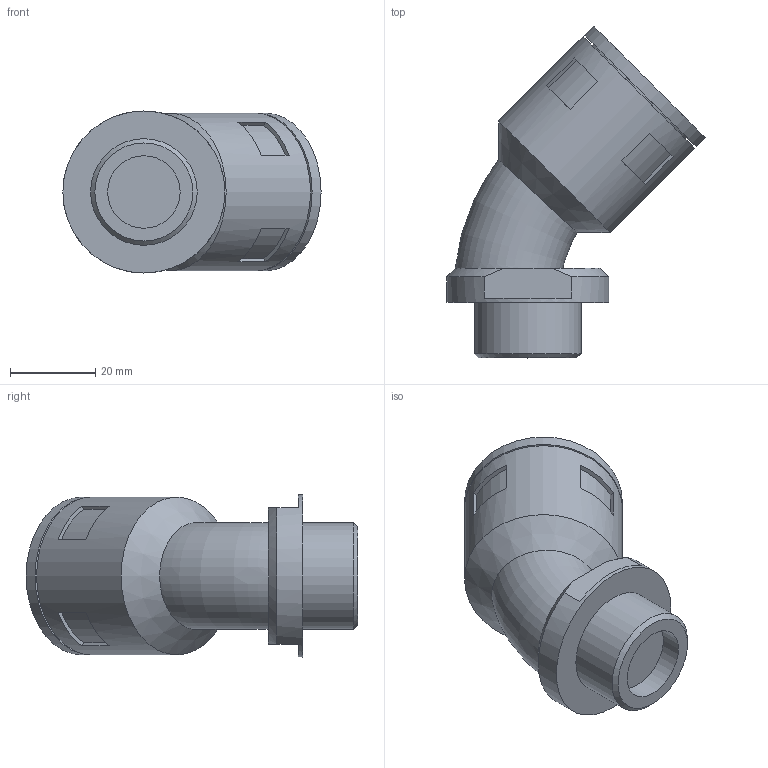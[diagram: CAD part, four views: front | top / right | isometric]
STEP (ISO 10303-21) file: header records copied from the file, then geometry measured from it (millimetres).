
FILE_DESCRIPTION( ( 'STEP AP203' ), '1' );
FILE_NAME( 'FLEXA RQB1 45-M 5101.028.225.stp', '2020-03-25T21:41:30', ( 'License CC BY-ND 4.0' ), ( 'CADENAS' ), ' ', 'PARTsolutions', ' ' );
FILE_SCHEMA( ( 'CONFIG_CONTROL_DESIGN' ) );
Length unit declared in the file: millimetre
Products named in the file (1): _FLEXA RQB1 45-M 5101.028.225
Bounding box: 60.57 x 77.84 x 38 mm (x, y, z)
Volume: 40359.9 mm3; surface area: 14478.7 mm2
Topology: 1 solids, 1 shells, 44 faces, 98 edges, 65 vertices
Faces by surface type: plane 28, cylinder 11, cone 4, torus 1
Full cylindrical faces by diameter (mm): 17 x1, 25 x1, 28.5 x1, 30.95 x1, 37 x2, 38 x1
Entity records: 1377 total; most frequent: CARTESIAN_POINT 392, DIRECTION 204, ORIENTED_EDGE 168, EDGE_CURVE 84, AXIS2_PLACEMENT_3D 82, EDGE_LOOP 63, VERTEX_POINT 61, FACE_OUTER_BOUND 52
